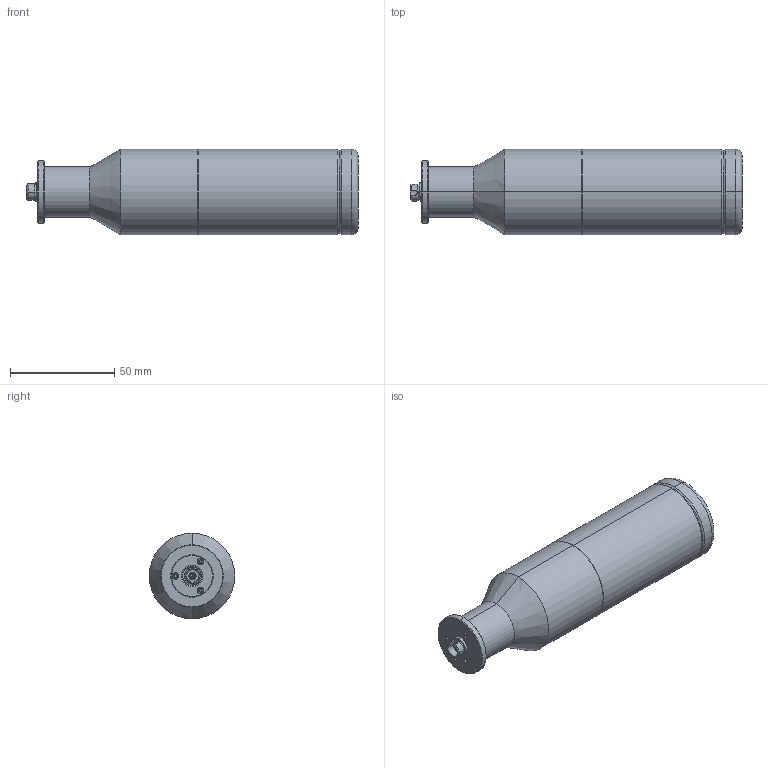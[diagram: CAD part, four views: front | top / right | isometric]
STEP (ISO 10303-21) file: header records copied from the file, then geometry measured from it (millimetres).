
FILE_DESCRIPTION((''),'2;1');
FILE_NAME('PRT0003','2022-03-25T',('EDY'),(''),'CREO PARAMETRIC BY PTC INC, 2018070','CREO PARAMETRIC BY PTC INC, 2018070','');
FILE_SCHEMA(('CONFIG_CONTROL_DESIGN'));
Length unit declared in the file: millimetre
Products named in the file (1): PRT0003
Bounding box: 159.27 x 41 x 41 mm (x, y, z)
Volume: 174698.4 mm3; surface area: 21076.1 mm2
Topology: 1 solids, 3 shells, 122 faces, 256 edges, 157 vertices
Faces by surface type: cylinder 49, cone 45, plane 26, torus 2
Entity records: 3387 total; most frequent: DIRECTION 640, CARTESIAN_POINT 603, ORIENTED_EDGE 512, AXIS2_PLACEMENT_3D 270, EDGE_CURVE 256, VERTEX_POINT 157, CIRCLE 148, EDGE_LOOP 143
